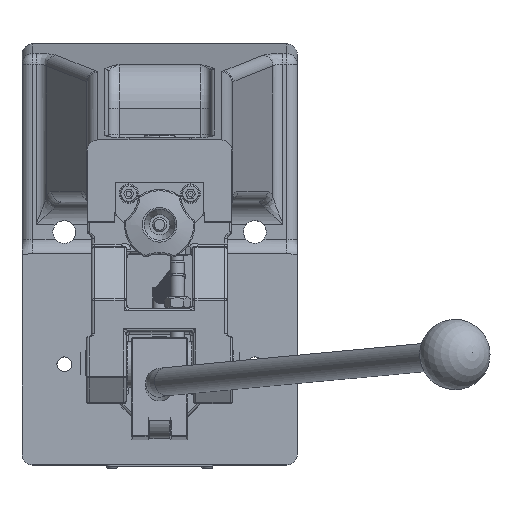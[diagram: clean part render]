
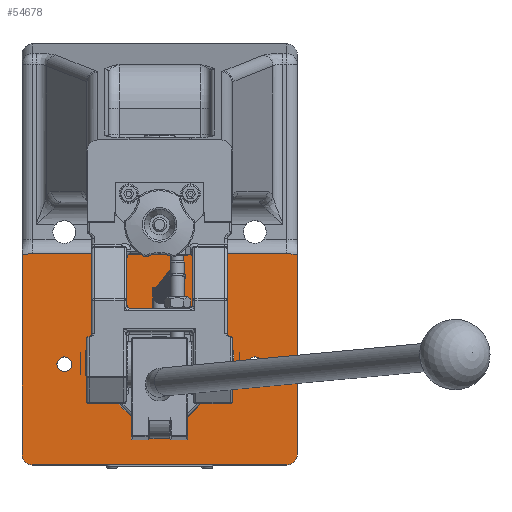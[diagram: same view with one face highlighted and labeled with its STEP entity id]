
A CAD part, top view. The second image highlights one B-rep face of the part: STEP entity #54678.
In plain terms, the highlighted planar face has unit normal (0, 0, 1).
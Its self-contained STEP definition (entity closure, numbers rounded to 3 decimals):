
#1292=B_SPLINE_CURVE_WITH_KNOTS('',3,(#72520,#72521,#72522,#72523,#72524,
#72525),.UNSPECIFIED.,.F.,.F.,(4,2,4),(-0.563,-0.307,
0.),.UNSPECIFIED.);
#1293=B_SPLINE_CURVE_WITH_KNOTS('',3,(#72536,#72537,#72538,#72539,#72540,
#72541),.UNSPECIFIED.,.F.,.F.,(4,2,4),(0.,0.307,0.563),
 .UNSPECIFIED.);
#3521=FACE_BOUND('',#8278,.T.);
#3522=FACE_BOUND('',#8279,.T.);
#3523=FACE_BOUND('',#8280,.T.);
#4171=CIRCLE('',#57939,4.188);
#4172=CIRCLE('',#57940,4.188);
#4175=CIRCLE('',#57944,4.188);
#4176=CIRCLE('',#57945,4.188);
#4179=CIRCLE('',#57951,10.);
#4180=CIRCLE('',#57952,10.);
#4248=CIRCLE('',#58073,6.);
#4249=CIRCLE('',#58074,6.);
#5223=FACE_OUTER_BOUND('',#8277,.T.);
#8277=EDGE_LOOP('',(#34662,#34663,#34664,#34665,#34666,#34667,#34668,#34669));
#8278=EDGE_LOOP('',(#34670,#34671));
#8279=EDGE_LOOP('',(#34672,#34673));
#8280=EDGE_LOOP('',(#34674,#34675));
#11663=LINE('',#72518,#16389);
#11664=LINE('',#72527,#16390);
#11665=LINE('',#72531,#16391);
#11666=LINE('',#72535,#16392);
#16389=VECTOR('',#61417,10.);
#16390=VECTOR('',#61418,10.);
#16391=VECTOR('',#61421,10.);
#16392=VECTOR('',#61424,10.);
#21114=VERTEX_POINT('',#71842);
#21115=VERTEX_POINT('',#71843);
#21119=VERTEX_POINT('',#71863);
#21120=VERTEX_POINT('',#71864);
#21132=VERTEX_POINT('',#71904);
#21133=VERTEX_POINT('',#71905);
#21254=VERTEX_POINT('',#72516);
#21255=VERTEX_POINT('',#72517);
#21256=VERTEX_POINT('',#72519);
#21257=VERTEX_POINT('',#72526);
#21258=VERTEX_POINT('',#72528);
#21259=VERTEX_POINT('',#72530);
#21260=VERTEX_POINT('',#72532);
#21261=VERTEX_POINT('',#72534);
#26320=EDGE_CURVE('',#21114,#21115,#4171,.T.);
#26321=EDGE_CURVE('',#21115,#21114,#4172,.T.);
#26326=EDGE_CURVE('',#21119,#21120,#4175,.T.);
#26327=EDGE_CURVE('',#21120,#21119,#4176,.T.);
#26342=EDGE_CURVE('',#21132,#21133,#4179,.T.);
#26343=EDGE_CURVE('',#21133,#21132,#4180,.T.);
#26517=EDGE_CURVE('',#21254,#21255,#11663,.T.);
#26518=EDGE_CURVE('',#21256,#21254,#1292,.T.);
#26519=EDGE_CURVE('',#21257,#21256,#11664,.T.);
#26520=EDGE_CURVE('',#21258,#21257,#4248,.T.);
#26521=EDGE_CURVE('',#21259,#21258,#11665,.T.);
#26522=EDGE_CURVE('',#21260,#21259,#4249,.T.);
#26523=EDGE_CURVE('',#21261,#21260,#11666,.T.);
#26524=EDGE_CURVE('',#21255,#21261,#1293,.T.);
#34662=ORIENTED_EDGE('',*,*,#26517,.F.);
#34663=ORIENTED_EDGE('',*,*,#26518,.F.);
#34664=ORIENTED_EDGE('',*,*,#26519,.F.);
#34665=ORIENTED_EDGE('',*,*,#26520,.F.);
#34666=ORIENTED_EDGE('',*,*,#26521,.F.);
#34667=ORIENTED_EDGE('',*,*,#26522,.F.);
#34668=ORIENTED_EDGE('',*,*,#26523,.F.);
#34669=ORIENTED_EDGE('',*,*,#26524,.F.);
#34670=ORIENTED_EDGE('',*,*,#26320,.T.);
#34671=ORIENTED_EDGE('',*,*,#26321,.T.);
#34672=ORIENTED_EDGE('',*,*,#26326,.T.);
#34673=ORIENTED_EDGE('',*,*,#26327,.T.);
#34674=ORIENTED_EDGE('',*,*,#26342,.T.);
#34675=ORIENTED_EDGE('',*,*,#26343,.T.);
#50198=PLANE('',#58072);
#54678=ADVANCED_FACE('',(#5223,#3521,#3522,#3523),#50198,.T.);
#57939=AXIS2_PLACEMENT_3D('',#71844,#61059,#61060);
#57940=AXIS2_PLACEMENT_3D('',#71845,#61061,#61062);
#57944=AXIS2_PLACEMENT_3D('',#71865,#61070,#61071);
#57945=AXIS2_PLACEMENT_3D('',#71866,#61072,#61073);
#57951=AXIS2_PLACEMENT_3D('',#71906,#61095,#61096);
#57952=AXIS2_PLACEMENT_3D('',#71907,#61097,#61098);
#58072=AXIS2_PLACEMENT_3D('',#72515,#61415,#61416);
#58073=AXIS2_PLACEMENT_3D('',#72529,#61419,#61420);
#58074=AXIS2_PLACEMENT_3D('',#72533,#61422,#61423);
#61059=DIRECTION('center_axis',(0.,0.,
-1.));
#61060=DIRECTION('ref_axis',(0.707,-0.707,0.));
#61061=DIRECTION('center_axis',(0.,0.,
-1.));
#61062=DIRECTION('ref_axis',(0.707,-0.707,0.));
#61070=DIRECTION('center_axis',(0.,0.,
-1.));
#61071=DIRECTION('ref_axis',(0.707,-0.707,0.));
#61072=DIRECTION('center_axis',(0.,0.,
-1.));
#61073=DIRECTION('ref_axis',(0.707,-0.707,0.));
#61095=DIRECTION('center_axis',(0.,0.,
-1.));
#61096=DIRECTION('ref_axis',(0.707,-0.707,0.));
#61097=DIRECTION('center_axis',(0.,0.,
-1.));
#61098=DIRECTION('ref_axis',(0.707,-0.707,0.));
#61415=DIRECTION('center_axis',(0.,0.,
1.));
#61416=DIRECTION('ref_axis',(0.707,-0.707,0.));
#61417=DIRECTION('',(1.,0.,0.));
#61418=DIRECTION('',(0.,1.,0.));
#61419=DIRECTION('center_axis',(0.,0.,
-1.));
#61420=DIRECTION('ref_axis',(-0.707,-0.707,0.));
#61421=DIRECTION('',(-1.,0.,0.));
#61422=DIRECTION('center_axis',(0.,0.,
-1.));
#61423=DIRECTION('ref_axis',(0.707,-0.707,0.));
#61424=DIRECTION('',(0.,-1.,0.));
#71842=CARTESIAN_POINT('',(60.254,54.039,13.884));
#71843=CARTESIAN_POINT('',(54.332,59.961,13.884));
#71844=CARTESIAN_POINT('Origin',(57.293,57.,13.884));
#71845=CARTESIAN_POINT('Origin',(57.293,57.,13.884));
#71863=CARTESIAN_POINT('',(-47.746,54.039,13.884));
#71864=CARTESIAN_POINT('',(-53.668,59.961,13.884));
#71865=CARTESIAN_POINT('Origin',(-50.707,57.,13.884));
#71866=CARTESIAN_POINT('Origin',(-50.707,57.,13.884));
#71904=CARTESIAN_POINT('',(10.364,49.929,13.884));
#71905=CARTESIAN_POINT('',(-3.778,64.071,13.884));
#71906=CARTESIAN_POINT('Origin',(3.293,57.,13.884));
#71907=CARTESIAN_POINT('Origin',(3.293,57.,13.884));
#72515=CARTESIAN_POINT('Origin',(4.844,59.853,13.884));
#72516=CARTESIAN_POINT('',(-68.707,119.708,13.884));
#72517=CARTESIAN_POINT('',(75.293,119.708,13.884));
#72518=CARTESIAN_POINT('',(-35.707,119.708,13.884));
#72519=CARTESIAN_POINT('',(-74.707,119.232,13.884));
#72520=CARTESIAN_POINT('Ctrl Pts',(-74.707,119.232,13.884));
#72521=CARTESIAN_POINT('Ctrl Pts',(-73.832,119.325,13.884));
#72522=CARTESIAN_POINT('Ctrl Pts',(-72.9,119.44,13.884));
#72523=CARTESIAN_POINT('Ctrl Pts',(-70.849,119.641,13.884));
#72524=CARTESIAN_POINT('Ctrl Pts',(-69.729,119.708,13.884));
#72525=CARTESIAN_POINT('Ctrl Pts',(-68.707,119.708,13.884));
#72526=CARTESIAN_POINT('',(-74.707,6.,13.884));
#72527=CARTESIAN_POINT('',(-74.707,57.426,13.884));
#72528=CARTESIAN_POINT('',(-68.707,0.,13.884));
#72529=CARTESIAN_POINT('Origin',(-68.707,6.,13.884));
#72530=CARTESIAN_POINT('',(75.293,0.,13.884));
#72531=CARTESIAN_POINT('',(-34.932,0.,13.884));
#72532=CARTESIAN_POINT('',(81.293,6.,13.884));
#72533=CARTESIAN_POINT('Origin',(75.293,6.,13.884));
#72534=CARTESIAN_POINT('',(81.293,119.232,13.884));
#72535=CARTESIAN_POINT('',(81.293,149.426,13.884));
#72536=CARTESIAN_POINT('Ctrl Pts',(75.293,119.708,13.884));
#72537=CARTESIAN_POINT('Ctrl Pts',(76.315,119.708,13.884));
#72538=CARTESIAN_POINT('Ctrl Pts',(77.435,119.641,13.884));
#72539=CARTESIAN_POINT('Ctrl Pts',(79.486,119.44,13.884));
#72540=CARTESIAN_POINT('Ctrl Pts',(80.418,119.325,13.884));
#72541=CARTESIAN_POINT('Ctrl Pts',(81.293,119.232,13.884));
